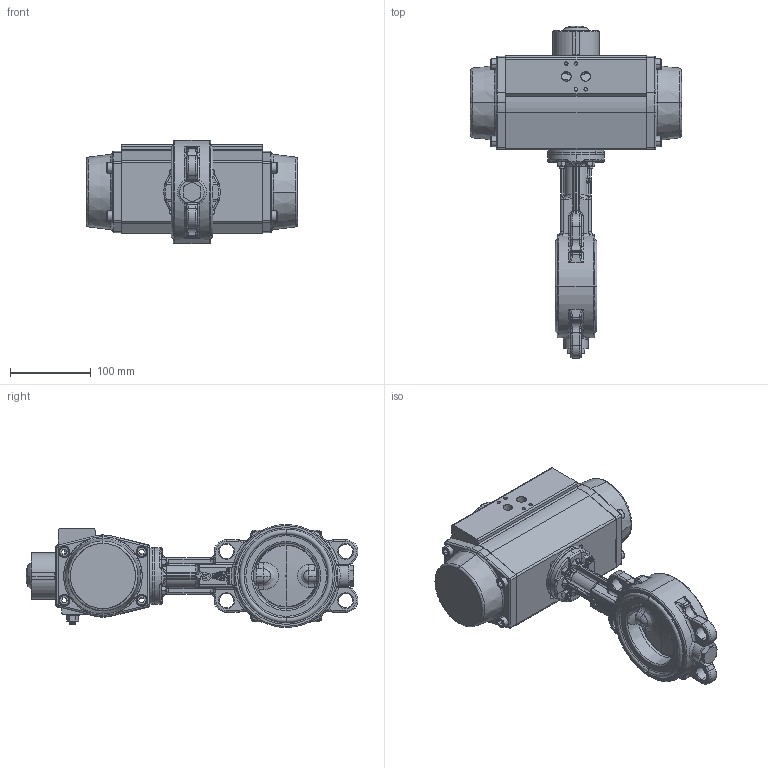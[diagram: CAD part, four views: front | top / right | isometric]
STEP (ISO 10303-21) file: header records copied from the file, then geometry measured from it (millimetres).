
FILE_DESCRIPTION (( 'STEP AP203' ), '1' );
FILE_NAME ('AK01_DN80_pneu._GS.STEP', '2022-11-03T14:51:33', ( '' ), ( '' ), 'SwSTEP 2.0', 'SolidWorks 2021', '' );
FILE_SCHEMA (( 'CONFIG_CONTROL_DESIGN' ));
Length unit declared in the file: metre
Products named in the file (1): AK01_DN80_pneu._GS
Bounding box: 262 x 411.85 x 128 mm (x, y, z)
Surface area: 270474.5 mm2 (no closed solid volume)
Topology: 0 solids, 376 shells, 1332 faces, 5028 edges, 3982 vertices
Faces by surface type: plane 408, cylinder 337, bspline 283, torus 179, cone 100, sphere 25
Entity records: 93977 total; most frequent: CARTESIAN_POINT 55596, ORIENTED_EDGE 7032, DIRECTION 6993, EDGE_CURVE 4980, VERTEX_POINT 3973, AXIS2_PLACEMENT_3D 2512, VECTOR 1969, LINE 1969
